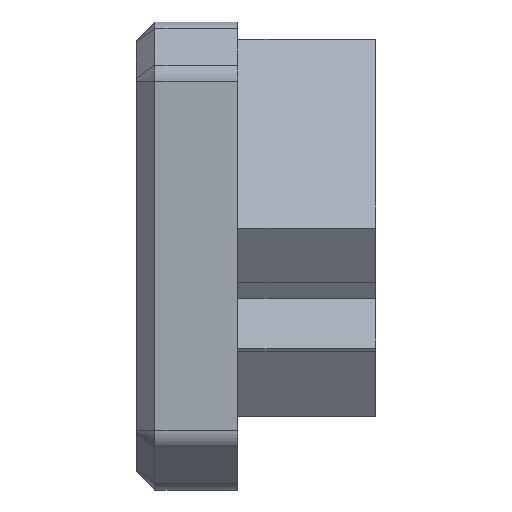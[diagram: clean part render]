
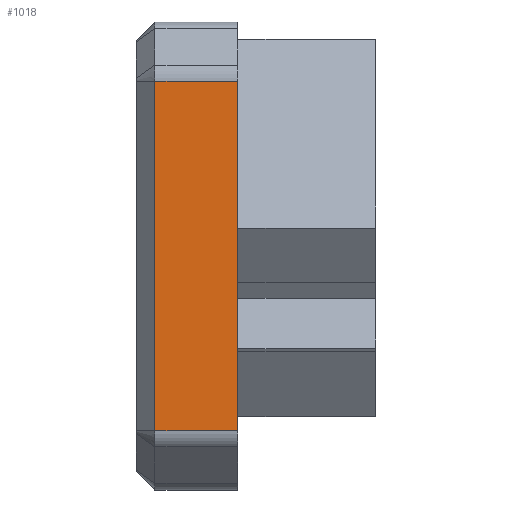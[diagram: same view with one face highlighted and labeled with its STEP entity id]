
A CAD part, left-side view. The second image highlights one B-rep face of the part: STEP entity #1018.
In plain terms, the highlighted planar face has unit normal (-1, 0, 0).
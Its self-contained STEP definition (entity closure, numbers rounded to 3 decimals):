
#96=FACE_OUTER_BOUND('',#158,.T.);
#158=EDGE_LOOP('',(#830,#831,#832,#833));
#198=LINE('',#1477,#317);
#241=LINE('',#1573,#360);
#270=LINE('',#1653,#389);
#271=LINE('',#1655,#390);
#317=VECTOR('',#1178,10.);
#360=VECTOR('',#1257,10.);
#389=VECTOR('',#1350,10.);
#390=VECTOR('',#1353,10.);
#441=VERTEX_POINT('',#1474);
#442=VERTEX_POINT('',#1476);
#474=VERTEX_POINT('',#1566);
#477=VERTEX_POINT('',#1571);
#533=EDGE_CURVE('',#441,#442,#198,.T.);
#581=EDGE_CURVE('',#477,#474,#241,.T.);
#622=EDGE_CURVE('',#474,#441,#270,.T.);
#623=EDGE_CURVE('',#477,#442,#271,.T.);
#830=ORIENTED_EDGE('',*,*,#622,.F.);
#831=ORIENTED_EDGE('',*,*,#581,.F.);
#832=ORIENTED_EDGE('',*,*,#623,.T.);
#833=ORIENTED_EDGE('',*,*,#533,.F.);
#960=PLANE('',#1115);
#1018=ADVANCED_FACE('',(#96),#960,.F.);
#1115=AXIS2_PLACEMENT_3D('',#1654,#1351,#1352);
#1178=DIRECTION('',(0.,0.,-1.));
#1257=DIRECTION('',(0.,0.,1.));
#1350=DIRECTION('',(0.,-1.,0.));
#1351=DIRECTION('center_axis',(1.,0.,0.));
#1352=DIRECTION('ref_axis',(0.,0.,
1.));
#1353=DIRECTION('',(0.,-1.,0.));
#1474=CARTESIAN_POINT('',(176.69,-145.25,119.634));
#1476=CARTESIAN_POINT('',(176.69,-145.25,112.064));
#1477=CARTESIAN_POINT('',(176.69,-145.25,119.634));
#1566=CARTESIAN_POINT('',(176.69,-143.45,119.634));
#1571=CARTESIAN_POINT('',(176.69,-143.45,112.064));
#1573=CARTESIAN_POINT('',(176.69,-143.45,113.936));
#1653=CARTESIAN_POINT('',(176.69,-143.75,119.634));
#1654=CARTESIAN_POINT('Origin',(176.69,-143.05,112.064));
#1655=CARTESIAN_POINT('',(176.69,-143.75,112.064));
